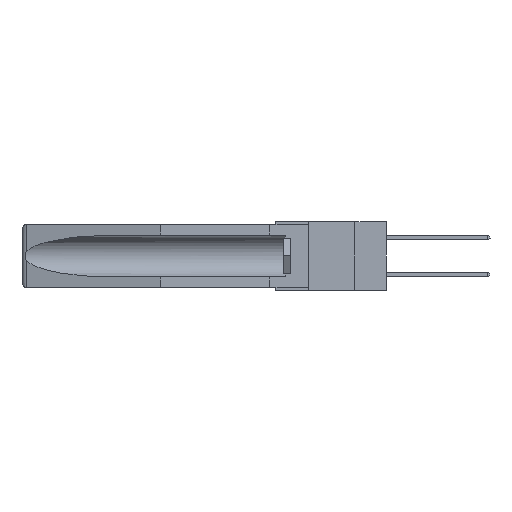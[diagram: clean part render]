
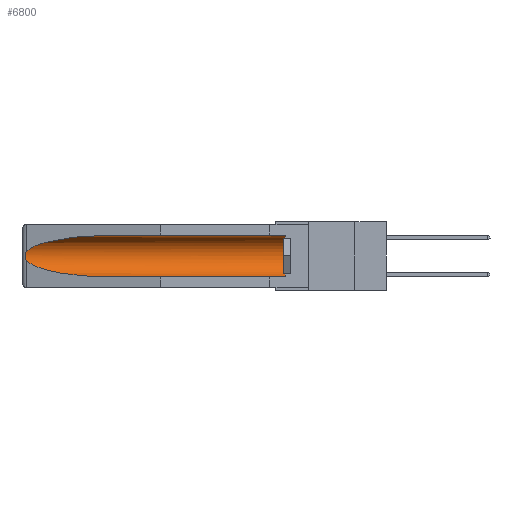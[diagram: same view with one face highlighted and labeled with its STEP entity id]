
A CAD part, left-side view. The second image highlights one B-rep face of the part: STEP entity #6800.
In plain terms, the highlighted cylindrical face has radius 2.857 mm (diameter 5.715 mm), a partial arc.
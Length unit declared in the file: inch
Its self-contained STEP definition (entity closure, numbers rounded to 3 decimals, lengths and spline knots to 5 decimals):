
#154 = CARTESIAN_POINT ( 'NONE',  ( 0.26537, 1.52718, -0.19328 ) ) ;
#411 = CARTESIAN_POINT ( 'NONE',  ( 0.26537, 1.52718, -0.19328 ) ) ;
#550 = DIRECTION ( 'NONE',  ( 0., 1., 0. ) ) ;
#680 = CARTESIAN_POINT ( 'NONE',  ( 0.155, 1.07973, -0.284 ) ) ;
#898 = CARTESIAN_POINT ( 'NONE',  ( 0.155, 1.07973, -0.284 ) ) ;
#1443 = VECTOR ( 'NONE', #550, 39.37008 ) ;
#1702 = DIRECTION ( 'NONE',  ( 0., 1., 0. ) ) ;
#2094 = LINE ( 'NONE', #10618, #1443 ) ;
#2485 = ORIENTED_EDGE ( 'NONE', *, *, #5472, .F. ) ;
#2604 = EDGE_CURVE ( 'NONE', #10798, #14355, #11155, .T. ) ;
#2703 = DIRECTION ( 'NONE',  ( 0., 1., 0. ) ) ;
#2963 = ORIENTED_EDGE ( 'NONE', *, *, #2604, .T. ) ;
#3492 = FACE_OUTER_BOUND ( 'NONE', #4916, .T. ) ;
#3553 = CARTESIAN_POINT ( 'NONE',  ( 0.25451, 1.48313, -0.09465 ) ) ;
#3772 = CARTESIAN_POINT ( 'NONE',  ( 0.155, 0.126, -0.284 ) ) ;
#3791 = CARTESIAN_POINT ( 'NONE',  ( 0.26537, 1.52718, -0.14972 ) ) ;
#4298 = CARTESIAN_POINT ( 'NONE',  ( 0.26537, 1.52718, -0.14972 ) ) ;
#4768 = CARTESIAN_POINT ( 'NONE',  ( 0.2673, 1.53269, -0.17917 ) ) ;
#4814 = ORIENTED_EDGE ( 'NONE', *, *, #11391, .T. ) ;
#4916 = EDGE_LOOP ( 'NONE', ( #2963, #7414, #5791, #2485, #4814, #8504 ) ) ;
#5092 = VECTOR ( 'NONE', #1702, 39.37008 ) ;
#5472 = EDGE_CURVE ( 'NONE', #10211, #8354, #11158, .T. ) ;
#5578 = CARTESIAN_POINT ( 'NONE',  ( 0.155, 0.126, -0.059 ) ) ;
#5791 = ORIENTED_EDGE ( 'NONE', *, *, #14923, .T. ) ;
#6446 = B_SPLINE_CURVE_WITH_KNOTS ( 'NONE', 3,
 ( #4298, #15694, #7198, #14443, #8682, #7065, #4768, #15751, #17069, #154 ),
 .UNSPECIFIED., .F., .F.,
 ( 4, 2, 2, 2, 4 ),
 ( 0., 0.00029, 0.00058, 0.00087, 0.00117 ),
 .UNSPECIFIED. ) ;
#6617 = CARTESIAN_POINT ( 'NONE',  ( 0.155, 1.07973, -0.059 ) ) ;
#6800 = ADVANCED_FACE ( 'NONE', ( #3492 ), #18190, .F. ) ;
#7065 = CARTESIAN_POINT ( 'NONE',  ( 0.2675, 1.53308, -0.17534 ) ) ;
#7198 = CARTESIAN_POINT ( 'NONE',  ( 0.26654, 1.53092, -0.15636 ) ) ;
#7414 = ORIENTED_EDGE ( 'NONE', *, *, #16115, .T. ) ;
#7521 = CIRCLE ( 'NONE', #16947, 0.1125 ) ;
#7816 = CARTESIAN_POINT ( 'NONE',  ( 0.155, 0.126, -0.1715 ) ) ;
#8354 = VERTEX_POINT ( 'NONE', #898 ) ;
#8504 = ORIENTED_EDGE ( 'NONE', *, *, #9231, .T. ) ;
#8682 = CARTESIAN_POINT ( 'NONE',  ( 0.2675, 1.53308, -0.16763 ) ) ;
#8860 = CARTESIAN_POINT ( 'NONE',  ( 0.155, -0.30754, -0.284 ) ) ;
#9231 = EDGE_CURVE ( 'NONE', #10726, #10798, #2094, .T. ) ;
#9477 = DIRECTION ( 'NONE',  ( 0., 0., 1. ) ) ;
#10211 = VERTEX_POINT ( 'NONE', #3772 ) ;
#10576 = CARTESIAN_POINT ( 'NONE',  ( 0.25451, 1.48313, -0.24835 ) ) ;
#10618 = CARTESIAN_POINT ( 'NONE',  ( 0.155, -0.30754, -0.059 ) ) ;
#10726 = VERTEX_POINT ( 'NONE', #5578 ) ;
#10798 = VERTEX_POINT ( 'NONE', #13593 ) ;
#10927 = CARTESIAN_POINT ( 'NONE',  ( 0.26537, 1.52718, -0.14972 ) ) ;
#11155 =( BOUNDED_CURVE ( )  B_SPLINE_CURVE ( 3, ( #6617, #17860, #3553, #10927 ),
 .UNSPECIFIED., .F., .F. ) 
 B_SPLINE_CURVE_WITH_KNOTS ( ( 4, 4 ),
 ( 4.71239, 6.08839 ),
 .UNSPECIFIED. ) 
 CURVE ( )  GEOMETRIC_REPRESENTATION_ITEM ( )  RATIONAL_B_SPLINE_CURVE ( ( 1., 0.848, 0.848, 1. ) ) 
 REPRESENTATION_ITEM ( '' )  );
#11158 = LINE ( 'NONE', #8860, #5092 ) ;
#11343 = CARTESIAN_POINT ( 'NONE',  ( 0.155, -0.30754, -0.1715 ) ) ;
#11391 = EDGE_CURVE ( 'NONE', #10211, #10726, #7521, .T. ) ;
#12006 = CARTESIAN_POINT ( 'NONE',  ( 0.21114, 1.30732, -0.284 ) ) ;
#12871 = AXIS2_PLACEMENT_3D ( 'NONE', #11343, #2703, #14170 ) ;
#13593 = CARTESIAN_POINT ( 'NONE',  ( 0.155, 1.07973, -0.059 ) ) ;
#14170 = DIRECTION ( 'NONE',  ( 0., 0., 1. ) ) ;
#14355 = VERTEX_POINT ( 'NONE', #3791 ) ;
#14443 = CARTESIAN_POINT ( 'NONE',  ( 0.2673, 1.5327, -0.16383 ) ) ;
#14789 = CARTESIAN_POINT ( 'NONE',  ( 0.26537, 1.52718, -0.19328 ) ) ;
#14923 = EDGE_CURVE ( 'NONE', #15289, #8354, #16369, .T. ) ;
#15289 = VERTEX_POINT ( 'NONE', #411 ) ;
#15694 = CARTESIAN_POINT ( 'NONE',  ( 0.26597, 1.52961, -0.15275 ) ) ;
#15751 = CARTESIAN_POINT ( 'NONE',  ( 0.26655, 1.53094, -0.18657 ) ) ;
#16115 = EDGE_CURVE ( 'NONE', #14355, #15289, #6446, .T. ) ;
#16369 =( BOUNDED_CURVE ( )  B_SPLINE_CURVE ( 3, ( #14789, #10576, #12006, #680 ),
 .UNSPECIFIED., .F., .F. ) 
 B_SPLINE_CURVE_WITH_KNOTS ( ( 4, 4 ),
 ( 0.1948, 1.5708 ),
 .UNSPECIFIED. ) 
 CURVE ( )  GEOMETRIC_REPRESENTATION_ITEM ( )  RATIONAL_B_SPLINE_CURVE ( ( 1., 0.848, 0.848, 1. ) ) 
 REPRESENTATION_ITEM ( '' )  );
#16947 = AXIS2_PLACEMENT_3D ( 'NONE', #7816, #17961, #9477 ) ;
#17069 = CARTESIAN_POINT ( 'NONE',  ( 0.26597, 1.5296, -0.19026 ) ) ;
#17860 = CARTESIAN_POINT ( 'NONE',  ( 0.21114, 1.30732, -0.059 ) ) ;
#17961 = DIRECTION ( 'NONE',  ( 0., -1., 0. ) ) ;
#18190 = CYLINDRICAL_SURFACE ( 'NONE', #12871, 0.1125 ) ;
